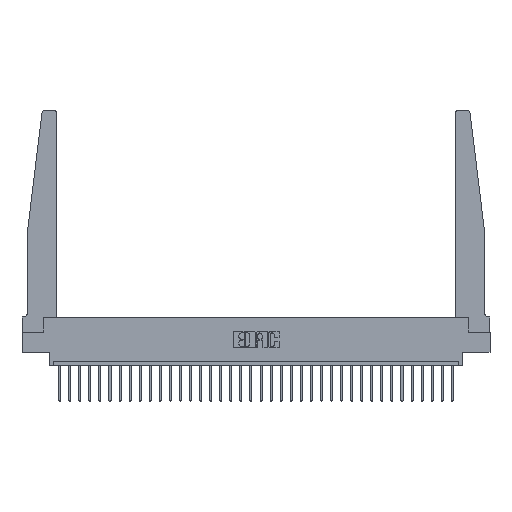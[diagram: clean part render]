
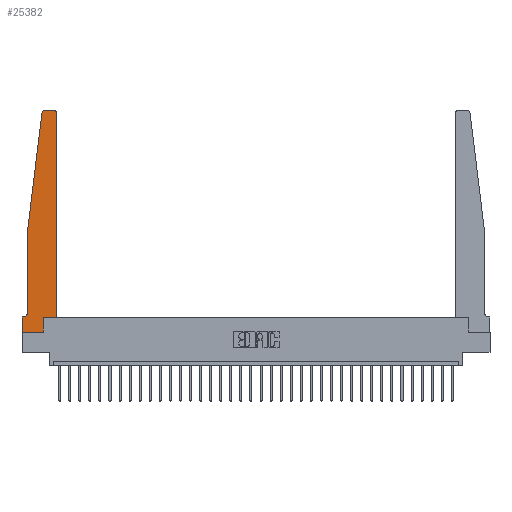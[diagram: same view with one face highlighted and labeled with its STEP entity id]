
A CAD part, top view. The second image highlights one B-rep face of the part: STEP entity #25382.
In plain terms, the highlighted planar face has unit normal (0, 0, 1).
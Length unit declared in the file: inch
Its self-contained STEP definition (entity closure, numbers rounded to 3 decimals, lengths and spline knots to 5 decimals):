
#274 = EDGE_CURVE ( 'NONE', #13311, #22296, #27024, .T. ) ;
#399 = DIRECTION ( 'NONE',  ( 0., -1., 0. ) ) ;
#832 = CARTESIAN_POINT ( 'NONE',  ( 0.065, 0.1875, 0.37 ) ) ;
#973 = AXIS2_PLACEMENT_3D ( 'NONE', #8297, #24458, #3960 ) ;
#979 = EDGE_LOOP ( 'NONE', ( #15211, #7343, #27224, #18578, #2334, #18810, #20121, #20785, #6461, #3364, #12373, #19561 ) ) ;
#1457 = VECTOR ( 'NONE', #16680, 39.37008 ) ;
#2294 = EDGE_CURVE ( 'NONE', #10536, #15726, #11286, .T. ) ;
#2322 = VECTOR ( 'NONE', #19702, 39.37008 ) ;
#2334 = ORIENTED_EDGE ( 'NONE', *, *, #27855, .T. ) ;
#2449 = EDGE_CURVE ( 'NONE', #20279, #29657, #14512, .T. ) ;
#2549 = CARTESIAN_POINT ( 'NONE',  ( 0., 0.1875, 0.37 ) ) ;
#3188 = VECTOR ( 'NONE', #7015, 39.37008 ) ;
#3364 = ORIENTED_EDGE ( 'NONE', *, *, #13201, .T. ) ;
#3515 = CARTESIAN_POINT ( 'NONE',  ( 0., 0., 0.37 ) ) ;
#3960 = DIRECTION ( 'NONE',  ( 1., 0., 0. ) ) ;
#4126 = VERTEX_POINT ( 'NONE', #16850 ) ;
#4506 = VERTEX_POINT ( 'NONE', #28837 ) ;
#4810 = VECTOR ( 'NONE', #15194, 39.37008 ) ;
#4894 = CARTESIAN_POINT ( 'NONE',  ( 0.27653, 2.75, 0.37 ) ) ;
#5735 = DIRECTION ( 'NONE',  ( -0.122, -0.992, 0. ) ) ;
#6461 = ORIENTED_EDGE ( 'NONE', *, *, #14662, .T. ) ;
#7015 = DIRECTION ( 'NONE',  ( 0., 1., 0. ) ) ;
#7343 = ORIENTED_EDGE ( 'NONE', *, *, #20349, .T. ) ;
#8297 = CARTESIAN_POINT ( 'NONE',  ( 0.27653, 2.72, 0.37 ) ) ;
#8432 = EDGE_CURVE ( 'NONE', #18725, #13311, #21851, .T. ) ;
#9151 = DIRECTION ( 'NONE',  ( 0., 0., -1. ) ) ;
#9699 = CIRCLE ( 'NONE', #14047, 0.05 ) ;
#10212 = EDGE_CURVE ( 'NONE', #28621, #10536, #22535, .T. ) ;
#10536 = VERTEX_POINT ( 'NONE', #19613 ) ;
#10774 = EDGE_CURVE ( 'NONE', #4506, #28621, #14676, .T. ) ;
#11286 = LINE ( 'NONE', #22943, #13443 ) ;
#12373 = ORIENTED_EDGE ( 'NONE', *, *, #10774, .T. ) ;
#12853 = LINE ( 'NONE', #3515, #4810 ) ;
#13201 = EDGE_CURVE ( 'NONE', #27546, #4506, #27199, .T. ) ;
#13311 = VERTEX_POINT ( 'NONE', #28983 ) ;
#13443 = VECTOR ( 'NONE', #20546, 39.37008 ) ;
#14047 = AXIS2_PLACEMENT_3D ( 'NONE', #23118, #9151, #18365 ) ;
#14138 = CARTESIAN_POINT ( 'NONE',  ( 0., 0., 0.37 ) ) ;
#14185 = CARTESIAN_POINT ( 'NONE',  ( 0.425, 2.72, 0.37 ) ) ;
#14512 = LINE ( 'NONE', #14138, #15628 ) ;
#14577 = CARTESIAN_POINT ( 'NONE',  ( 0.425, 0.18, 0.37 ) ) ;
#14662 = EDGE_CURVE ( 'NONE', #4126, #27546, #19517, .T. ) ;
#14676 = LINE ( 'NONE', #25358, #17554 ) ;
#14781 = EDGE_CURVE ( 'NONE', #17829, #20279, #20248, .T. ) ;
#15006 = DIRECTION ( 'NONE',  ( 1., 0., 0. ) ) ;
#15194 = DIRECTION ( 'NONE',  ( 1., 0., 0. ) ) ;
#15211 = ORIENTED_EDGE ( 'NONE', *, *, #2294, .T. ) ;
#15556 = CARTESIAN_POINT ( 'NONE',  ( 0., 0.1875, 0.37 ) ) ;
#15628 = VECTOR ( 'NONE', #399, 39.37008 ) ;
#15726 = VERTEX_POINT ( 'NONE', #4894 ) ;
#16680 = DIRECTION ( 'NONE',  ( 1., 0., 0. ) ) ;
#16850 = CARTESIAN_POINT ( 'NONE',  ( 0.2605, 0., 0.37 ) ) ;
#17138 = VECTOR ( 'NONE', #5735, 39.37008 ) ;
#17237 = AXIS2_PLACEMENT_3D ( 'NONE', #28792, #28894, #15006 ) ;
#17554 = VECTOR ( 'NONE', #18135, 39.37008 ) ;
#17829 = VERTEX_POINT ( 'NONE', #29448 ) ;
#17943 = PLANE ( 'NONE',  #25089 ) ;
#18135 = DIRECTION ( 'NONE',  ( 0., 1., 0. ) ) ;
#18143 = DIRECTION ( 'NONE',  ( 1., 0., 0. ) ) ;
#18365 = DIRECTION ( 'NONE',  ( -1., 0., 0. ) ) ;
#18578 = ORIENTED_EDGE ( 'NONE', *, *, #274, .T. ) ;
#18602 = CARTESIAN_POINT ( 'NONE',  ( 0.2605, 0.18, 0.37 ) ) ;
#18725 = VERTEX_POINT ( 'NONE', #26524 ) ;
#18810 = ORIENTED_EDGE ( 'NONE', *, *, #14781, .T. ) ;
#19443 = CIRCLE ( 'NONE', #973, 0.03 ) ;
#19517 = LINE ( 'NONE', #18602, #3188 ) ;
#19561 = ORIENTED_EDGE ( 'NONE', *, *, #10212, .T. ) ;
#19613 = CARTESIAN_POINT ( 'NONE',  ( 0.395, 2.75, 0.37 ) ) ;
#19702 = DIRECTION ( 'NONE',  ( 0., -1., 0. ) ) ;
#20121 = ORIENTED_EDGE ( 'NONE', *, *, #2449, .T. ) ;
#20248 = LINE ( 'NONE', #832, #28589 ) ;
#20279 = VERTEX_POINT ( 'NONE', #2549 ) ;
#20349 = EDGE_CURVE ( 'NONE', #15726, #18725, #19443, .T. ) ;
#20423 = DIRECTION ( 'NONE',  ( 0., 0., 1. ) ) ;
#20546 = DIRECTION ( 'NONE',  ( -1., 0., 0. ) ) ;
#20785 = ORIENTED_EDGE ( 'NONE', *, *, #24588, .T. ) ;
#21851 = LINE ( 'NONE', #26605, #17138 ) ;
#22296 = VERTEX_POINT ( 'NONE', #27237 ) ;
#22535 = CIRCLE ( 'NONE', #17237, 0.03 ) ;
#22943 = CARTESIAN_POINT ( 'NONE',  ( 0.25, 2.75, 0.37 ) ) ;
#23118 = CARTESIAN_POINT ( 'NONE',  ( 0.015, 0.2375, 0.37 ) ) ;
#24158 = CARTESIAN_POINT ( 'NONE',  ( 0.065, 1.25, 0.37 ) ) ;
#24458 = DIRECTION ( 'NONE',  ( 0., 0., 1. ) ) ;
#24588 = EDGE_CURVE ( 'NONE', #29657, #4126, #12853, .T. ) ;
#25089 = AXIS2_PLACEMENT_3D ( 'NONE', #15556, #20423, #18143 ) ;
#25358 = CARTESIAN_POINT ( 'NONE',  ( 0.425, 0.18, 0.37 ) ) ;
#25382 = ADVANCED_FACE ( 'NONE', ( #26226 ), #17943, .T. ) ;
#26226 = FACE_OUTER_BOUND ( 'NONE', #979, .T. ) ;
#26524 = CARTESIAN_POINT ( 'NONE',  ( 0.24675, 2.72367, 0.37 ) ) ;
#26605 = CARTESIAN_POINT ( 'NONE',  ( 0.065, 1.25, 0.37 ) ) ;
#27024 = LINE ( 'NONE', #24158, #2322 ) ;
#27199 = LINE ( 'NONE', #14577, #1457 ) ;
#27224 = ORIENTED_EDGE ( 'NONE', *, *, #8432, .T. ) ;
#27237 = CARTESIAN_POINT ( 'NONE',  ( 0.065, 0.2375, 0.37 ) ) ;
#27546 = VERTEX_POINT ( 'NONE', #28570 ) ;
#27654 = CARTESIAN_POINT ( 'NONE',  ( 0., 0., 0.37 ) ) ;
#27855 = EDGE_CURVE ( 'NONE', #22296, #17829, #9699, .T. ) ;
#27940 = DIRECTION ( 'NONE',  ( -1., 0., 0. ) ) ;
#28570 = CARTESIAN_POINT ( 'NONE',  ( 0.2605, 0.18, 0.37 ) ) ;
#28589 = VECTOR ( 'NONE', #27940, 39.37008 ) ;
#28621 = VERTEX_POINT ( 'NONE', #14185 ) ;
#28792 = CARTESIAN_POINT ( 'NONE',  ( 0.395, 2.72, 0.37 ) ) ;
#28837 = CARTESIAN_POINT ( 'NONE',  ( 0.425, 0.18, 0.37 ) ) ;
#28894 = DIRECTION ( 'NONE',  ( 0., 0., 1. ) ) ;
#28983 = CARTESIAN_POINT ( 'NONE',  ( 0.065, 1.25, 0.37 ) ) ;
#29448 = CARTESIAN_POINT ( 'NONE',  ( 0.015, 0.1875, 0.37 ) ) ;
#29657 = VERTEX_POINT ( 'NONE', #27654 ) ;
